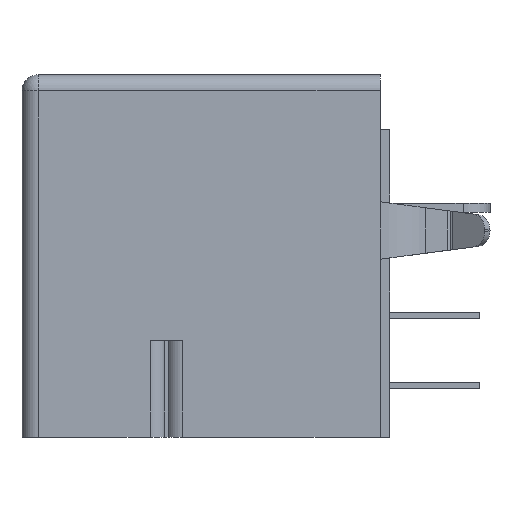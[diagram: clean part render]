
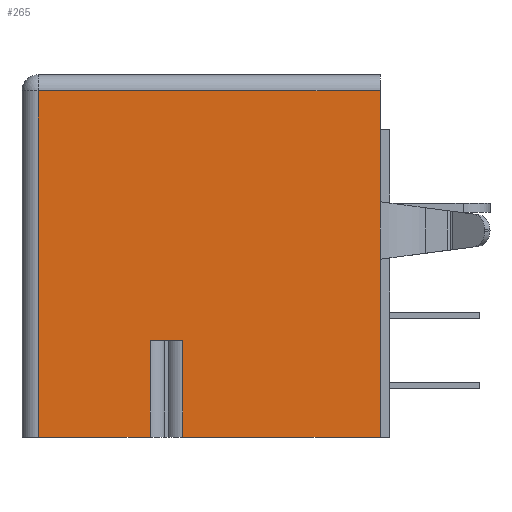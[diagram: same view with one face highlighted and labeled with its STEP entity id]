
A CAD part, left-side view. The second image highlights one B-rep face of the part: STEP entity #265.
In plain terms, the highlighted planar face has unit normal (-1, 0, 0).
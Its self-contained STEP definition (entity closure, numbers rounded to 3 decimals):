
#265=ADVANCED_FACE('',(#771),#772,.T.);
#771=FACE_OUTER_BOUND('',#1331,.T.);
#772=PLANE('',#1332);
#1331=EDGE_LOOP('',(#3321,#3322,#3323,#3324,#3325,#3326,#3327,#3328,#3329,#3330));
#1332=AXIS2_PLACEMENT_3D('',#3331,#3332,#3333);
#3321=ORIENTED_EDGE('',*,*,#3879,.F.);
#3322=ORIENTED_EDGE('',*,*,#3877,.F.);
#3323=ORIENTED_EDGE('',*,*,#4394,.T.);
#3324=ORIENTED_EDGE('',*,*,#3818,.T.);
#3325=ORIENTED_EDGE('',*,*,#4395,.F.);
#3326=ORIENTED_EDGE('',*,*,#3874,.F.);
#3327=ORIENTED_EDGE('',*,*,#3839,.T.);
#3328=ORIENTED_EDGE('',*,*,#4393,.F.);
#3329=ORIENTED_EDGE('',*,*,#3841,.T.);
#3330=ORIENTED_EDGE('',*,*,#4396,.T.);
#3331=CARTESIAN_POINT('',(-7.013,-6.157,-12.827));
#3332=DIRECTION('',(-1.0,0.0,0.0));
#3333=DIRECTION('',(0.0,0.0,1.0));
#3818=EDGE_CURVE('',#4632,#4633,#4634,.T.);
#3839=EDGE_CURVE('',#4669,#4667,#4670,.T.);
#3841=EDGE_CURVE('',#4672,#4673,#4674,.T.);
#3874=EDGE_CURVE('',#4669,#4734,#4735,.T.);
#3877=EDGE_CURVE('',#4737,#4739,#4740,.T.);
#3879=EDGE_CURVE('',#4739,#4742,#4743,.T.);
#4393=EDGE_CURVE('',#4672,#4667,#5572,.T.);
#4394=EDGE_CURVE('',#4737,#4632,#5573,.T.);
#4395=EDGE_CURVE('',#4734,#4633,#5574,.T.);
#4396=EDGE_CURVE('',#4673,#4742,#5575,.T.);
#4632=VERTEX_POINT('',#5932);
#4633=VERTEX_POINT('',#5933);
#4634=LINE('',#5934,#5935);
#4667=VERTEX_POINT('',#5982);
#4669=VERTEX_POINT('',#5985);
#4670=LINE('',#5986,#5987);
#4672=VERTEX_POINT('',#5990);
#4673=VERTEX_POINT('',#5991);
#4674=LINE('',#5992,#5993);
#4734=VERTEX_POINT('',#6080);
#4735=LINE('',#6081,#6082);
#4737=VERTEX_POINT('',#6084);
#4739=VERTEX_POINT('',#6086);
#4740=LINE('',#6087,#6088);
#4742=VERTEX_POINT('',#6090);
#4743=LINE('',#6091,#6092);
#5572=LINE('',#7355,#7356);
#5573=LINE('',#7357,#7358);
#5574=LINE('',#7359,#7360);
#5575=LINE('',#7361,#7362);
#5932=CARTESIAN_POINT('',(-7.013,1.981,-9.398));
#5933=CARTESIAN_POINT('',(-7.013,0.833,-9.398));
#5934=CARTESIAN_POINT('',(-7.013,1.981,-9.398));
#5935=VECTOR('',#7653,1.148);
#5982=CARTESIAN_POINT('',(-7.013,-6.157,-6.528));
#5985=CARTESIAN_POINT('',(-7.013,-6.157,-12.827));
#5986=CARTESIAN_POINT('',(-7.013,-6.157,-12.827));
#5987=VECTOR('',#7684,6.299);
#5990=CARTESIAN_POINT('',(-7.013,-6.157,-4.496));
#5991=CARTESIAN_POINT('',(-7.013,-6.157,-0.574));
#5992=CARTESIAN_POINT('',(-7.013,-6.157,-4.496));
#5993=VECTOR('',#7686,3.922);
#6080=CARTESIAN_POINT('',(-7.013,0.833,-12.827));
#6081=CARTESIAN_POINT('',(-7.013,-6.157,-12.827));
#6082=VECTOR('',#7729,6.99);
#6084=CARTESIAN_POINT('',(-7.013,1.981,-12.827));
#6086=CARTESIAN_POINT('',(-7.013,5.944,-12.827));
#6087=CARTESIAN_POINT('',(-7.013,1.981,-12.827));
#6088=VECTOR('',#7736,3.962);
#6090=CARTESIAN_POINT('',(-7.013,5.944,-0.574));
#6091=CARTESIAN_POINT('',(-7.013,5.944,-12.827));
#6092=VECTOR('',#7740,12.253);
#7355=CARTESIAN_POINT('',(-7.013,-6.157,-4.496));
#7356=VECTOR('',#8596,2.032);
#7357=CARTESIAN_POINT('',(-7.013,1.981,-12.827));
#7358=VECTOR('',#8597,3.429);
#7359=CARTESIAN_POINT('',(-7.013,0.833,-12.827));
#7360=VECTOR('',#8598,3.429);
#7361=CARTESIAN_POINT('',(-7.013,-6.157,-0.574));
#7362=VECTOR('',#8599,12.101);
#7653=DIRECTION('',(0.0,-1.0,0.0));
#7684=DIRECTION('',(0.0,0.0,1.0));
#7686=DIRECTION('',(0.0,0.0,1.0));
#7729=DIRECTION('',(0.0,1.0,0.0));
#7736=DIRECTION('',(0.0,1.0,0.0));
#7740=DIRECTION('',(0.0,0.0,1.0));
#8596=DIRECTION('',(0.0,0.0,-1.0));
#8597=DIRECTION('',(0.0,0.0,1.0));
#8598=DIRECTION('',(0.0,0.0,1.0));
#8599=DIRECTION('',(0.0,1.0,0.0));
